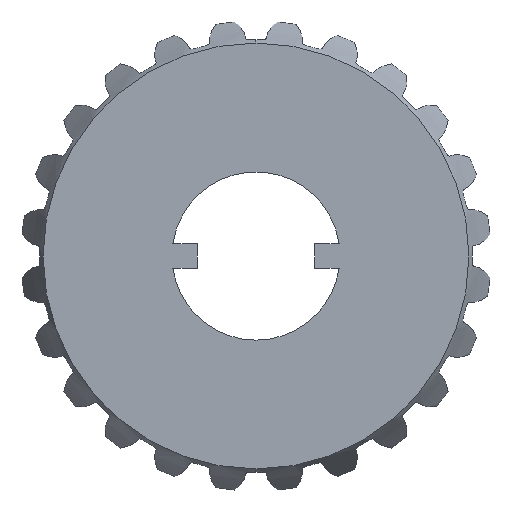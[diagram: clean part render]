
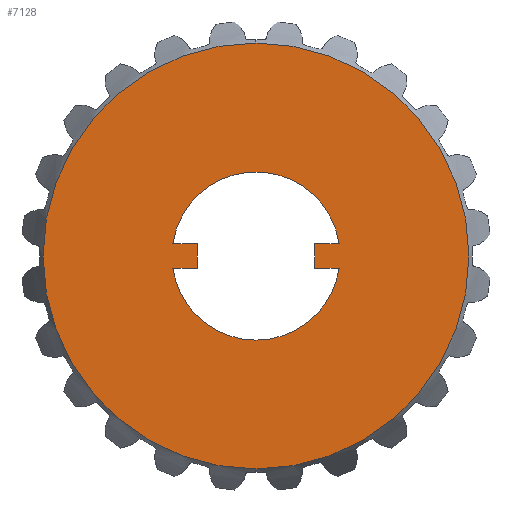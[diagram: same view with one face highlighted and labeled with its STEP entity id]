
A CAD part, left-side view. The second image highlights one B-rep face of the part: STEP entity #7128.
In plain terms, the highlighted planar face has unit normal (-1, 0, 0).
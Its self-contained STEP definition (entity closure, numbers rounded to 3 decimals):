
#37 = AXIS2_PLACEMENT_3D ( 'NONE', #2596, #2505, #5220 ) ;
#166 = EDGE_CURVE ( 'NONE', #1554, #8164, #326, .T. ) ;
#297 = VECTOR ( 'NONE', #2837, 1000. ) ;
#313 = ORIENTED_EDGE ( 'NONE', *, *, #4612, .F. ) ;
#318 = CARTESIAN_POINT ( 'NONE',  ( -0.001, 2.147, 0.45 ) ) ;
#326 = LINE ( 'NONE', #5761, #7313 ) ;
#331 = CIRCLE ( 'NONE', #37, 3.08 ) ;
#366 = DIRECTION ( 'NONE',  ( 0., 0., 1. ) ) ;
#438 = CARTESIAN_POINT ( 'NONE',  ( -0.001, 3.047, 0.45 ) ) ;
#444 = VECTOR ( 'NONE', #661, 1000. ) ;
#461 = CARTESIAN_POINT ( 'NONE',  ( -0.001, 0., 0. ) ) ;
#481 = VERTEX_POINT ( 'NONE', #5925 ) ;
#564 = CARTESIAN_POINT ( 'NONE',  ( -0.001, 0., 7.8 ) ) ;
#661 = DIRECTION ( 'NONE',  ( 0., -1., 0. ) ) ;
#1247 = CARTESIAN_POINT ( 'NONE',  ( -0.001, 0., 0.45 ) ) ;
#1282 = ORIENTED_EDGE ( 'NONE', *, *, #166, .F. ) ;
#1292 = CARTESIAN_POINT ( 'NONE',  ( -0.001, -3.047, 0.45 ) ) ;
#1306 = EDGE_CURVE ( 'NONE', #4434, #3556, #7039, .T. ) ;
#1424 = DIRECTION ( 'NONE',  ( 0., 0., 1. ) ) ;
#1475 = CARTESIAN_POINT ( 'NONE',  ( -0.001, 2.147, -0.45 ) ) ;
#1554 = VERTEX_POINT ( 'NONE', #1475 ) ;
#1680 = ORIENTED_EDGE ( 'NONE', *, *, #7251, .F. ) ;
#1842 = DIRECTION ( 'NONE',  ( -1., 0., 0. ) ) ;
#1861 = EDGE_LOOP ( 'NONE', ( #5974, #3722, #1680, #4837, #5387, #313, #1282, #4405, #3663 ) ) ;
#1901 = EDGE_CURVE ( 'NONE', #4069, #5109, #7455, .T. ) ;
#2086 = EDGE_CURVE ( 'NONE', #481, #8632, #8544, .T. ) ;
#2193 = CARTESIAN_POINT ( 'NONE',  ( -0.001, 0., 0. ) ) ;
#2214 = DIRECTION ( 'NONE',  ( 0., -1., 0. ) ) ;
#2274 = EDGE_CURVE ( 'NONE', #4567, #1554, #3377, .T. ) ;
#2489 = AXIS2_PLACEMENT_3D ( 'NONE', #2193, #7569, #8336 ) ;
#2505 = DIRECTION ( 'NONE',  ( -1., 0., 0. ) ) ;
#2584 = VECTOR ( 'NONE', #6458, 1000. ) ;
#2596 = CARTESIAN_POINT ( 'NONE',  ( -0.001, 0., 0. ) ) ;
#2630 = AXIS2_PLACEMENT_3D ( 'NONE', #5639, #3595, #1424 ) ;
#2837 = DIRECTION ( 'NONE',  ( 0., 1., 0. ) ) ;
#2847 = PLANE ( 'NONE',  #2997 ) ;
#2882 = LINE ( 'NONE', #4128, #297 ) ;
#2997 = AXIS2_PLACEMENT_3D ( 'NONE', #5563, #4095, #8245 ) ;
#3129 = VECTOR ( 'NONE', #7461, 1000. ) ;
#3189 = EDGE_LOOP ( 'NONE', ( #4954, #7988 ) ) ;
#3377 = LINE ( 'NONE', #7375, #3129 ) ;
#3556 = VERTEX_POINT ( 'NONE', #4930 ) ;
#3595 = DIRECTION ( 'NONE',  ( -1., 0., 0. ) ) ;
#3659 = DIRECTION ( 'NONE',  ( -1., 0., 0. ) ) ;
#3663 = ORIENTED_EDGE ( 'NONE', *, *, #7487, .F. ) ;
#3722 = ORIENTED_EDGE ( 'NONE', *, *, #2086, .F. ) ;
#3738 = LINE ( 'NONE', #4989, #2584 ) ;
#4042 = EDGE_CURVE ( 'NONE', #8632, #6500, #331, .T. ) ;
#4053 = FACE_OUTER_BOUND ( 'NONE', #3189, .T. ) ;
#4069 = VERTEX_POINT ( 'NONE', #6729 ) ;
#4095 = DIRECTION ( 'NONE',  ( -1., 0., 0. ) ) ;
#4128 = CARTESIAN_POINT ( 'NONE',  ( -0.001, 0., -0.45 ) ) ;
#4210 = LINE ( 'NONE', #8185, #4565 ) ;
#4405 = ORIENTED_EDGE ( 'NONE', *, *, #2274, .F. ) ;
#4434 = VERTEX_POINT ( 'NONE', #564 ) ;
#4565 = VECTOR ( 'NONE', #2214, 1000. ) ;
#4567 = VERTEX_POINT ( 'NONE', #318 ) ;
#4612 = EDGE_CURVE ( 'NONE', #8164, #4069, #5693, .T. ) ;
#4837 = ORIENTED_EDGE ( 'NONE', *, *, #6405, .F. ) ;
#4889 = CARTESIAN_POINT ( 'NONE',  ( -0.001, 3.047, -0.45 ) ) ;
#4930 = CARTESIAN_POINT ( 'NONE',  ( -0.001, 0., -7.8 ) ) ;
#4954 = ORIENTED_EDGE ( 'NONE', *, *, #5017, .T. ) ;
#4989 = CARTESIAN_POINT ( 'NONE',  ( -0.001, -2.147, 0. ) ) ;
#5017 = EDGE_CURVE ( 'NONE', #3556, #4434, #5271, .T. ) ;
#5109 = VERTEX_POINT ( 'NONE', #7222 ) ;
#5136 = CARTESIAN_POINT ( 'NONE',  ( -0.001, 0., 0. ) ) ;
#5220 = DIRECTION ( 'NONE',  ( 0., 0., 1. ) ) ;
#5271 = CIRCLE ( 'NONE', #8211, 7.8 ) ;
#5387 = ORIENTED_EDGE ( 'NONE', *, *, #1901, .F. ) ;
#5563 = CARTESIAN_POINT ( 'NONE',  ( -0.001, 0., 0. ) ) ;
#5639 = CARTESIAN_POINT ( 'NONE',  ( -0.001, 0., 0. ) ) ;
#5655 = VERTEX_POINT ( 'NONE', #6701 ) ;
#5693 = CIRCLE ( 'NONE', #7110, 3.08 ) ;
#5761 = CARTESIAN_POINT ( 'NONE',  ( -0.001, 0., -0.45 ) ) ;
#5840 = DIRECTION ( 'NONE',  ( 0., 0., 1. ) ) ;
#5925 = CARTESIAN_POINT ( 'NONE',  ( -0.001, -2.147, 0.45 ) ) ;
#5974 = ORIENTED_EDGE ( 'NONE', *, *, #4042, .F. ) ;
#6405 = EDGE_CURVE ( 'NONE', #5109, #5655, #2882, .T. ) ;
#6458 = DIRECTION ( 'NONE',  ( 0., 0., 1. ) ) ;
#6500 = VERTEX_POINT ( 'NONE', #438 ) ;
#6701 = CARTESIAN_POINT ( 'NONE',  ( -0.001, -2.147, -0.45 ) ) ;
#6729 = CARTESIAN_POINT ( 'NONE',  ( -0.001, 0., -3.08 ) ) ;
#7039 = CIRCLE ( 'NONE', #2489, 7.8 ) ;
#7110 = AXIS2_PLACEMENT_3D ( 'NONE', #461, #1842, #5840 ) ;
#7128 = ADVANCED_FACE ( 'NONE', ( #7611, #4053 ), #2847, .T. ) ;
#7222 = CARTESIAN_POINT ( 'NONE',  ( -0.001, -3.047, -0.45 ) ) ;
#7251 = EDGE_CURVE ( 'NONE', #5655, #481, #3738, .T. ) ;
#7313 = VECTOR ( 'NONE', #8574, 1000. ) ;
#7375 = CARTESIAN_POINT ( 'NONE',  ( -0.001, 2.147, 0. ) ) ;
#7455 = CIRCLE ( 'NONE', #2630, 3.08 ) ;
#7461 = DIRECTION ( 'NONE',  ( 0., 0., -1. ) ) ;
#7487 = EDGE_CURVE ( 'NONE', #6500, #4567, #4210, .T. ) ;
#7569 = DIRECTION ( 'NONE',  ( -1., 0., 0. ) ) ;
#7611 = FACE_BOUND ( 'NONE', #1861, .T. ) ;
#7988 = ORIENTED_EDGE ( 'NONE', *, *, #1306, .T. ) ;
#8164 = VERTEX_POINT ( 'NONE', #4889 ) ;
#8185 = CARTESIAN_POINT ( 'NONE',  ( -0.001, 0., 0.45 ) ) ;
#8211 = AXIS2_PLACEMENT_3D ( 'NONE', #5136, #3659, #366 ) ;
#8245 = DIRECTION ( 'NONE',  ( 0., 0., 1. ) ) ;
#8336 = DIRECTION ( 'NONE',  ( 0., 0., 1. ) ) ;
#8544 = LINE ( 'NONE', #1247, #444 ) ;
#8574 = DIRECTION ( 'NONE',  ( 0., 1., 0. ) ) ;
#8632 = VERTEX_POINT ( 'NONE', #1292 ) ;
